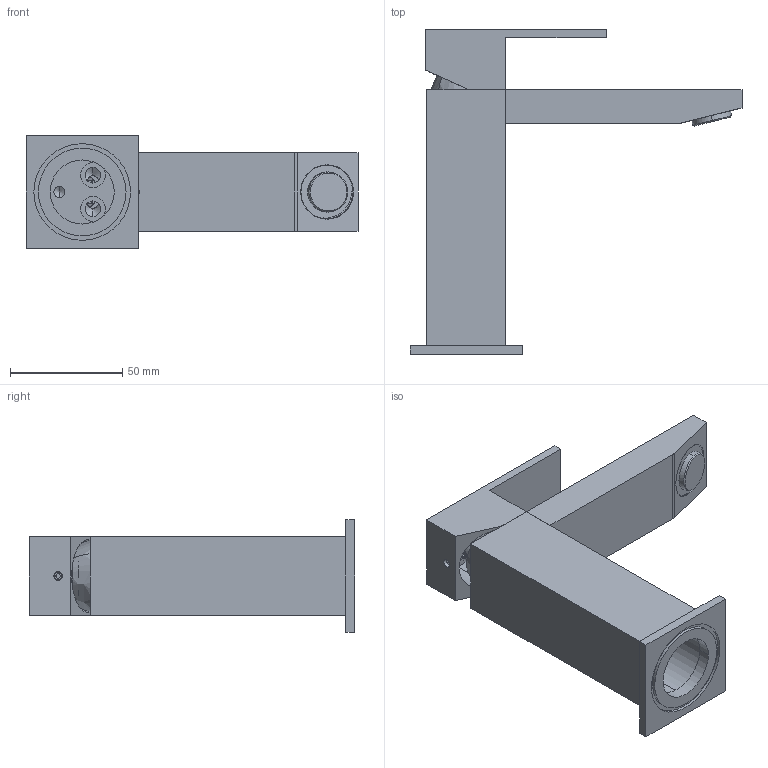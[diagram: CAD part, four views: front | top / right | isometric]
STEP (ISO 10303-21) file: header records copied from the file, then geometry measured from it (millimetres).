
FILE_DESCRIPTION (( 'STEP AP214' ), '1' );
FILE_NAME ('QUA.0001 3D.STEP', '2023-05-15T13:29:09', ( '' ), ( '' ), 'SwSTEP 2.0', 'SolidWorks 2022', '' );
FILE_SCHEMA (( 'AUTOMOTIVE_DESIGN' ));
Length unit declared in the file: millimetre
Products named in the file (8): 0004-CORPO_35X35X113,75MM_000000000000; 0004-EMBELEZADOR_Ø32_000000000000; 0004-ESPELHO_50X50X5MM_000000000000; 0004-PERNO_4X2,5X3MM_000000000000; QUA.0001 3D; 0004-BICA_35X15,20MM_000000000000; 0004-AREADOR_M24x1_NEOPERL_SLIM_AIR_000000000000; 0004-MANIPULO_35X35,80MM_QUADRADO_000000000000
Assembly tree (8 placements, depth 2):
  QUA.0001 3D
    0004-BICA_35X15,20MM_000000000000
    0004-MANIPULO_35X35,80MM_QUADRADO_000000000000
    0004-CORPO_35X35X113,75MM_000000000000
    0004-ESPELHO_50X50X5MM_000000000000
    0004-PERNO_4X2,5X3MM_000000000000  x2
    0004-EMBELEZADOR_Ø32_000000000000
    0004-AREADOR_M24x1_NEOPERL_SLIM_AIR_000000000000
Bounding box: 147.7 x 144.75 x 50 mm (x, y, z)
Volume: 137957.5 mm3; surface area: 67102.6 mm2
Topology: 8 solids, 8 shells, 237 faces, 592 edges, 373 vertices
Faces by surface type: cylinder 127, plane 65, cone 32, bspline 13
Entity records: 10008 total; most frequent: CARTESIAN_POINT 4737, DIRECTION 1017, ORIENTED_EDGE 1004, EDGE_CURVE 502, AXIS2_PLACEMENT_3D 398, VERTEX_POINT 328, EDGE_LOOP 252, LINE 221
